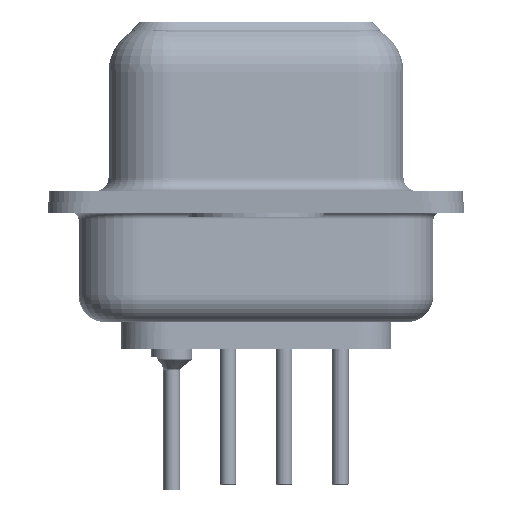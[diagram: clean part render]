
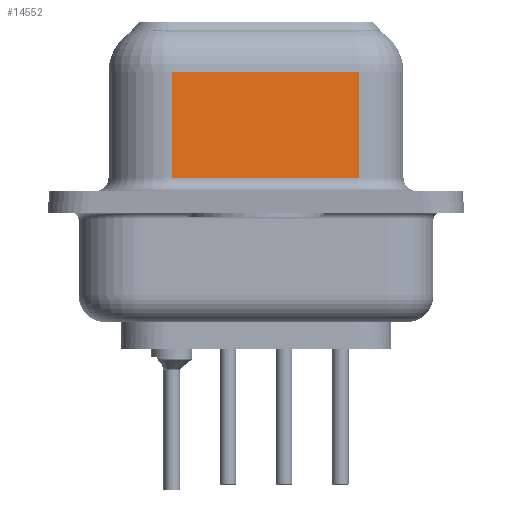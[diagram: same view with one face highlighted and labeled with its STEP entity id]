
A CAD part, left-side view. The second image highlights one B-rep face of the part: STEP entity #14552.
In plain terms, the highlighted planar face has unit normal (-0.985, -0.174, 0).
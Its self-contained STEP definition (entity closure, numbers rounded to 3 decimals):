
#1421 = CARTESIAN_POINT ( 'NONE',  ( 4.48, 3.103, 6.55 ) ) ;
#2105 = CARTESIAN_POINT ( 'NONE',  ( 5.697, -3.797, 0.9 ) ) ;
#4817 = FACE_OUTER_BOUND ( 'NONE', #39046, .T. ) ;
#7794 = LINE ( 'NONE', #12345, #45751 ) ;
#7976 = ORIENTED_EDGE ( 'NONE', *, *, #9128, .F. ) ;
#8926 = ORIENTED_EDGE ( 'NONE', *, *, #33634, .T. ) ;
#9128 = EDGE_CURVE ( 'NONE', #45260, #12221, #45211, .T. ) ;
#9183 = VECTOR ( 'NONE', #45650, 1000. ) ;
#9949 = DIRECTION ( 'NONE',  ( 0., 0., -1. ) ) ;
#11708 = AXIS2_PLACEMENT_3D ( 'NONE', #51794, #21603, #34998 ) ;
#12022 = VERTEX_POINT ( 'NONE', #45089 ) ;
#12221 = VERTEX_POINT ( 'NONE', #25693 ) ;
#12345 = CARTESIAN_POINT ( 'NONE',  ( 5.697, -3.797, 4.8 ) ) ;
#14552 = ADVANCED_FACE ( 'NONE', ( #4817 ), #17655, .F. ) ;
#17655 = PLANE ( 'NONE',  #11708 ) ;
#18358 = CARTESIAN_POINT ( 'NONE',  ( 4.48, 3.103, 4.8 ) ) ;
#20310 = DIRECTION ( 'NONE',  ( -0.174, 0.985, 0. ) ) ;
#21603 = DIRECTION ( 'NONE',  ( 0.985, 0.174, 0. ) ) ;
#23710 = LINE ( 'NONE', #2105, #9183 ) ;
#25693 = CARTESIAN_POINT ( 'NONE',  ( 5.697, -3.797, 0.9 ) ) ;
#28186 = CARTESIAN_POINT ( 'NONE',  ( 5.697, -3.797, 4.8 ) ) ;
#28197 = VECTOR ( 'NONE', #48667, 1000. ) ;
#29230 = ORIENTED_EDGE ( 'NONE', *, *, #38045, .T. ) ;
#31231 = VECTOR ( 'NONE', #9949, 1000. ) ;
#31581 = LINE ( 'NONE', #1421, #31231 ) ;
#32398 = CARTESIAN_POINT ( 'NONE',  ( 5.697, -3.797, 6.55 ) ) ;
#33634 = EDGE_CURVE ( 'NONE', #47814, #12022, #31581, .T. ) ;
#34998 = DIRECTION ( 'NONE',  ( -0.174, 0.985, 0. ) ) ;
#38045 = EDGE_CURVE ( 'NONE', #45260, #47814, #7794, .T. ) ;
#39046 = EDGE_LOOP ( 'NONE', ( #7976, #29230, #8926, #46690 ) ) ;
#45089 = CARTESIAN_POINT ( 'NONE',  ( 4.48, 3.103, 0.9 ) ) ;
#45211 = LINE ( 'NONE', #32398, #28197 ) ;
#45260 = VERTEX_POINT ( 'NONE', #28186 ) ;
#45650 = DIRECTION ( 'NONE',  ( 0.174, -0.985, 0. ) ) ;
#45751 = VECTOR ( 'NONE', #20310, 1000. ) ;
#46690 = ORIENTED_EDGE ( 'NONE', *, *, #54857, .T. ) ;
#47814 = VERTEX_POINT ( 'NONE', #18358 ) ;
#48667 = DIRECTION ( 'NONE',  ( 0., 0., -1. ) ) ;
#51794 = CARTESIAN_POINT ( 'NONE',  ( 5.697, -3.797, 6.55 ) ) ;
#54857 = EDGE_CURVE ( 'NONE', #12022, #12221, #23710, .T. ) ;
